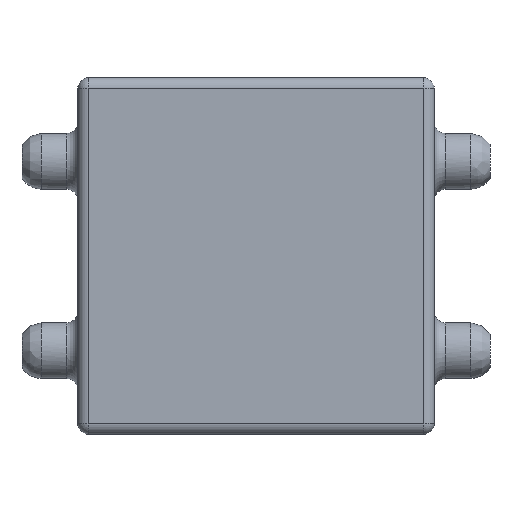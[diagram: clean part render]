
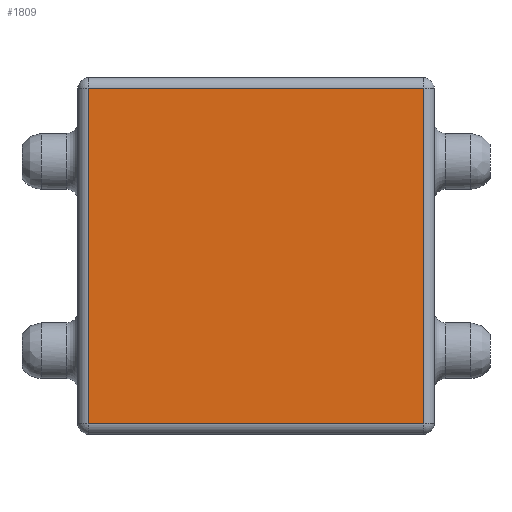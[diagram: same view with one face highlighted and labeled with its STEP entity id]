
A CAD part, front view. The second image highlights one B-rep face of the part: STEP entity #1809.
In plain terms, the highlighted planar face has unit normal (0, -1, 0).
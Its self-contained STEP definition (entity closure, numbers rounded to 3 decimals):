
#45=PLANE('',#2024);
#147=LINE('',#3770,#236);
#148=LINE('',#3776,#237);
#150=LINE('',#3786,#239);
#153=LINE('',#3798,#242);
#236=VECTOR('',#2457,30.);
#237=VECTOR('',#2464,30.);
#239=VECTOR('',#2476,30.);
#242=VECTOR('',#2491,30.);
#404=FACE_OUTER_BOUND('',#529,.T.);
#529=EDGE_LOOP('',(#1577,#1578,#1579,#1580));
#854=VERTEX_POINT('',#3767);
#855=VERTEX_POINT('',#3769);
#857=VERTEX_POINT('',#3775);
#860=VERTEX_POINT('',#3785);
#1088=EDGE_CURVE('',#854,#855,#147,.T.);
#1091=EDGE_CURVE('',#855,#857,#148,.T.);
#1096=EDGE_CURVE('',#857,#860,#150,.T.);
#1103=EDGE_CURVE('',#860,#854,#153,.T.);
#1577=ORIENTED_EDGE('',*,*,#1088,.F.);
#1578=ORIENTED_EDGE('',*,*,#1103,.F.);
#1579=ORIENTED_EDGE('',*,*,#1096,.F.);
#1580=ORIENTED_EDGE('',*,*,#1091,.F.);
#1809=ADVANCED_FACE('',(#404),#45,.T.);
#2024=AXIS2_PLACEMENT_3D('',#3825,#2523,#2524);
#2457=DIRECTION('',(1.,0.,0.));
#2464=DIRECTION('',(0.,0.,-1.));
#2476=DIRECTION('',(-1.,0.,0.));
#2491=DIRECTION('',(0.,0.,1.));
#2523=DIRECTION('center_axis',(0.,-1.,0.));
#2524=DIRECTION('ref_axis',(-1.,0.,0.));
#3767=CARTESIAN_POINT('',(-15.,0.,-1.));
#3769=CARTESIAN_POINT('',(15.,0.,-1.));
#3770=CARTESIAN_POINT('',(-3.824,0.,-1.));
#3775=CARTESIAN_POINT('',(15.,0.,-31.));
#3776=CARTESIAN_POINT('',(15.,0.,0.));
#3785=CARTESIAN_POINT('',(-15.,0.,-31.));
#3786=CARTESIAN_POINT('',(-3.824,0.,-31.));
#3798=CARTESIAN_POINT('',(-15.,0.,0.));
#3825=CARTESIAN_POINT('Origin',(0.,0.,0.));
